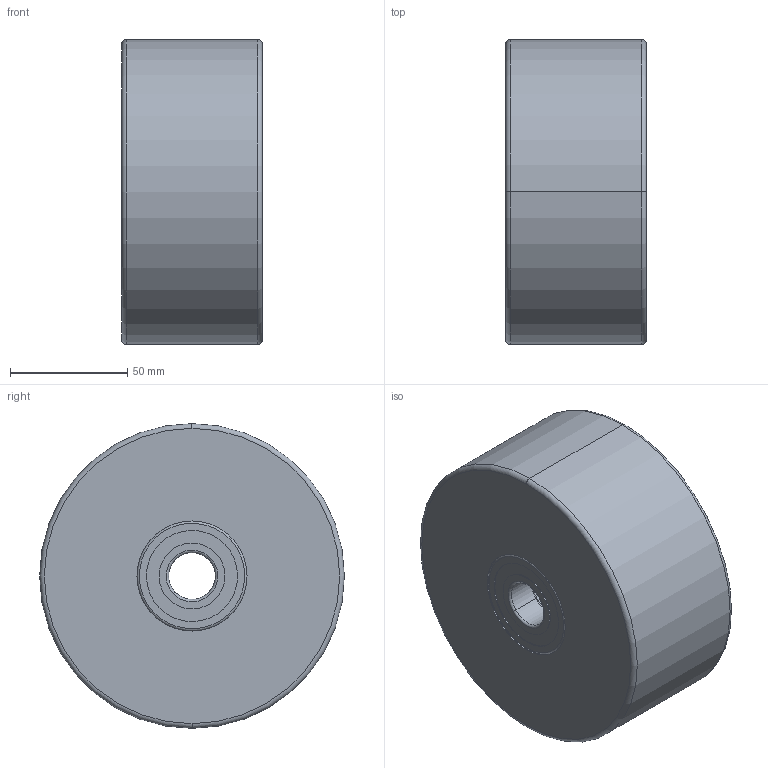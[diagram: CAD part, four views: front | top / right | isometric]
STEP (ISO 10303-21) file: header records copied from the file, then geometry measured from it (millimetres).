
FILE_DESCRIPTION (( 'STEP AP214' ), '1' );
FILE_NAME ('0012641K_STS-130-60-60-K20.STEP', '2014-11-18T09:33:09', ( '' ), ( '' ), 'SwSTEP 2.0', 'SolidWorks 2014', '' );
FILE_SCHEMA (( 'AUTOMOTIVE_DESIGN' ));
Length unit declared in the file: millimetre
Products named in the file (2): 0012641K_STS-130-60-60-K20
Bounding box: 60 x 130 x 130 mm (x, y, z)
Surface area: 61474.2 mm2 (no closed solid volume)
Topology: 0 solids, 8 shells, 44 faces, 104 edges, 68 vertices
Faces by surface type: cylinder 20, torus 16, plane 8
Entity records: 1821 total; most frequent: DIRECTION 280, CARTESIAN_POINT 218, ORIENTED_EDGE 176, AXIS2_PLACEMENT_3D 130, EDGE_CURVE 104, CIRCLE 84, VERTEX_POINT 68, EDGE_LOOP 52
